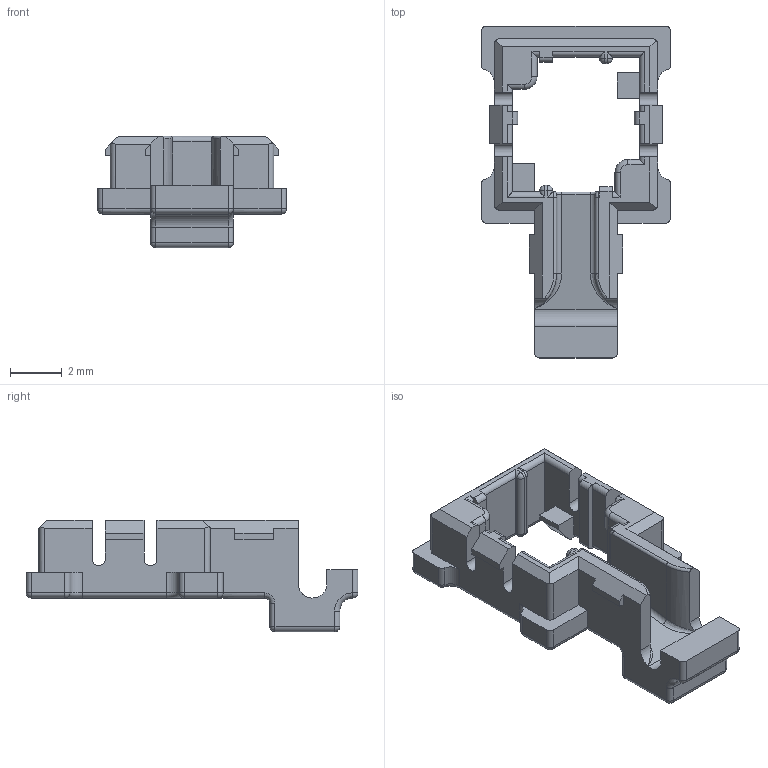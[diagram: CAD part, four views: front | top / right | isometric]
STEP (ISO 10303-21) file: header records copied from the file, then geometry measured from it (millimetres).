
FILE_DESCRIPTION(('FreeCAD Model'),'2;1');
FILE_NAME('Open CASCADE Shape Model','2023-06-28T20:13:07',(''),(''), 'Open CASCADE STEP processor 7.6','FreeCAD','Unknown');
FILE_SCHEMA(('AUTOMOTIVE_DESIGN { 1 0 10303 214 1 1 1 1 }'));
Length unit declared in the file: millimetre
Products named in the file (1): body
Bounding box: 7.3 x 12.8 x 4.3 mm (x, y, z)
Volume: 89.2 mm3; surface area: 288.5 mm2
Topology: 1 solids, 1 shells, 263 faces, 698 edges, 412 vertices
Faces by surface type: cylinder 114, plane 98, sphere 22, bspline 15, torus 14
Entity records: 8274 total; most frequent: CARTESIAN_POINT 1898, ORIENTED_EDGE 1348, DIRECTION 1334, EDGE_CURVE 674, AXIS2_PLACEMENT_3D 465, VERTEX_POINT 412, LINE 404, VECTOR 404
